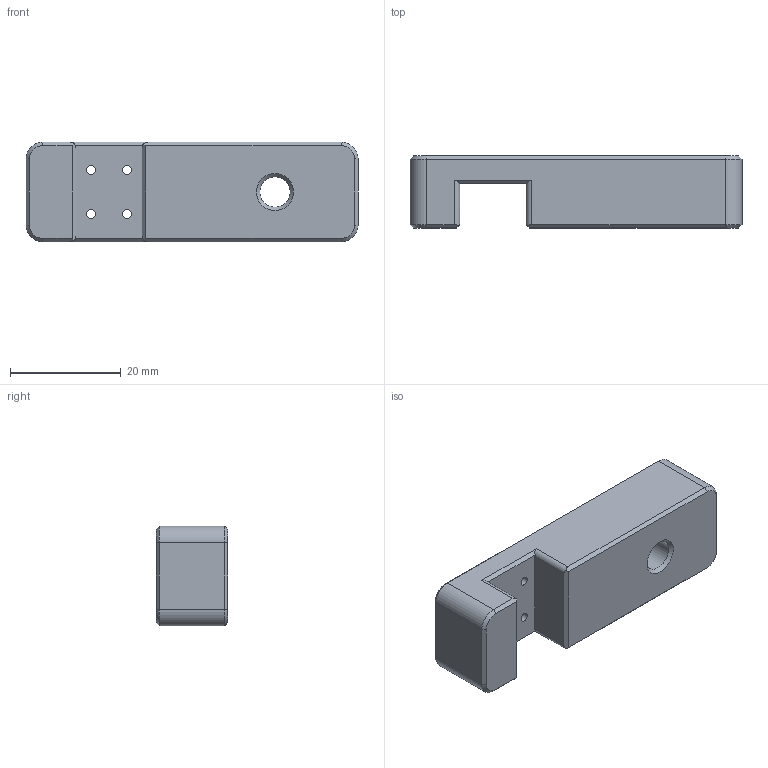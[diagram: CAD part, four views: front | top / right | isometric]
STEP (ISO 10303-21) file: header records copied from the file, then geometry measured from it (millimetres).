
FILE_DESCRIPTION(/* description */ (''),/* implementation_level */ '2;1');
FILE_NAME(/* name */ 'A-Y_Endstop_Block_Y_Max_2-B.stp',/* time_stamp */ '2020-09-25T17:10:10-07:00',/* author */ (''),/* organization */ (''),/* preprocessor_version */ 'ST-DEVELOPER v18.1',/* originating_system */ 'Autodesk Translation Framework v9.3.0.1241',/* authorisation */ '');
FILE_SCHEMA (('AUTOMOTIVE_DESIGN { 1 0 10303 214 3 1 1 }'));
Length unit declared in the file: millimetre
Products named in the file (1): Endstop
Bounding box: 60 x 13 x 18 mm (x, y, z)
Volume: 11467.8 mm3; surface area: 4365.8 mm2
Topology: 1 solids, 1 shells, 54 faces, 135 edges, 84 vertices
Faces by surface type: plane 25, cone 15, cylinder 14
Full cylindrical faces by diameter (mm): 1.6 x4, 5.5 x1, 10 x1
Entity records: 1671 total; most frequent: DIRECTION 301, CARTESIAN_POINT 274, ORIENTED_EDGE 270, EDGE_CURVE 135, AXIS2_PLACEMENT_3D 111, VERTEX_POINT 84, LINE 79, VECTOR 79
